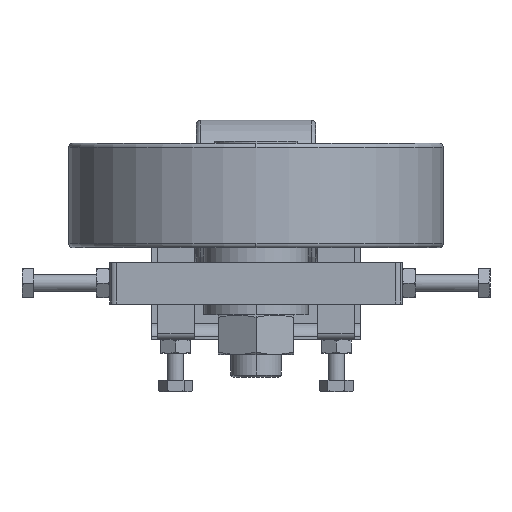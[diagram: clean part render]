
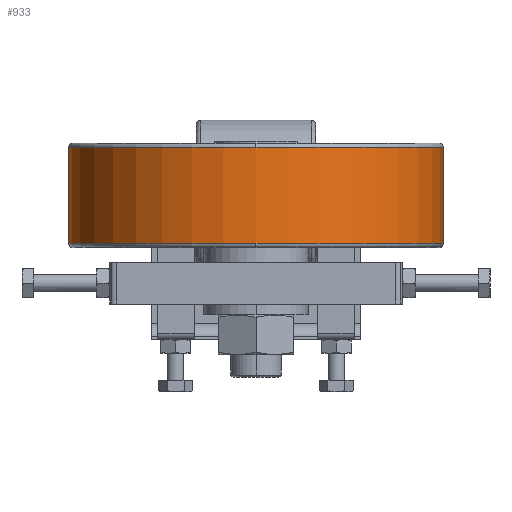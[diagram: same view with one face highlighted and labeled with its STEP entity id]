
A CAD part, left-side view. The second image highlights one B-rep face of the part: STEP entity #933.
In plain terms, the highlighted cylindrical face has radius 89.6 mm (diameter 179.2 mm), a partial arc.
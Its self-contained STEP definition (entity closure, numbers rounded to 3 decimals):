
#933=ADVANCED_FACE('',(#2029),#2030,.T.);
#2029=FACE_OUTER_BOUND('',#3320,.T.);
#2030=CYLINDRICAL_SURFACE('',#3321,89.6);
#3320=EDGE_LOOP('',(#5849,#5850,#5851,#5852,#5853,#5854));
#3321=AXIS2_PLACEMENT_3D('',#5855,#5856,#5857);
#5849=ORIENTED_EDGE('',*,*,#8368,.F.);
#5850=ORIENTED_EDGE('',*,*,#8369,.T.);
#5851=ORIENTED_EDGE('',*,*,#7560,.T.);
#5852=ORIENTED_EDGE('',*,*,#8370,.F.);
#5853=ORIENTED_EDGE('',*,*,#8371,.F.);
#5854=ORIENTED_EDGE('',*,*,#8372,.F.);
#5855=CARTESIAN_POINT('',(80.0,70.0,52.0));
#5856=DIRECTION('',(0.,0.0,-1.0));
#5857=DIRECTION('',(0.0,1.0,0.0));
#7560=EDGE_CURVE('',#9059,#9057,#9060,.T.);
#8368=EDGE_CURVE('',#10264,#10265,#10266,.T.);
#8369=EDGE_CURVE('',#10264,#9059,#10267,.T.);
#8370=EDGE_CURVE('',#10268,#9057,#10269,.T.);
#8371=EDGE_CURVE('',#10270,#10268,#10271,.T.);
#8372=EDGE_CURVE('',#10265,#10270,#10272,.T.);
#9057=VERTEX_POINT('',#11459);
#9059=VERTEX_POINT('',#11461);
#9060=CIRCLE('',#11462,89.6);
#10264=VERTEX_POINT('',#14085);
#10265=VERTEX_POINT('',#14086);
#10266=LINE('',#14087,#14088);
#10267=CIRCLE('',#14089,89.6);
#10268=VERTEX_POINT('',#14090);
#10269=LINE('',#14091,#14092);
#10270=VERTEX_POINT('',#14093);
#10271=CIRCLE('',#14094,89.6);
#10272=CIRCLE('',#14095,89.6);
#11459=CARTESIAN_POINT('',(80.0,-19.6,29.0));
#11461=CARTESIAN_POINT('',(-9.6,70.0,29.0));
#11462=AXIS2_PLACEMENT_3D('',#15162,#15163,#15164);
#14085=CARTESIAN_POINT('',(80.0,159.6,29.0));
#14086=CARTESIAN_POINT('',(80.0,159.6,75.0));
#14087=CARTESIAN_POINT('',(80.0,159.6,52.0));
#14088=VECTOR('',#16124,1.0);
#14089=AXIS2_PLACEMENT_3D('',#16125,#16126,#16127);
#14090=CARTESIAN_POINT('',(80.0,-19.6,75.0));
#14091=CARTESIAN_POINT('',(80.0,-19.6,52.0));
#14092=VECTOR('',#16128,1.0);
#14093=CARTESIAN_POINT('',(-9.6,70.0,75.0));
#14094=AXIS2_PLACEMENT_3D('',#16129,#16130,#16131);
#14095=AXIS2_PLACEMENT_3D('',#16132,#16133,#16134);
#15162=CARTESIAN_POINT('',(80.0,70.0,29.0));
#15163=DIRECTION('',(0.,-0.0,1.0));
#15164=DIRECTION('',(0.0,1.0,0.0));
#16124=DIRECTION('',(0.,-0.0,1.0));
#16125=CARTESIAN_POINT('',(80.0,70.0,29.0));
#16126=DIRECTION('',(0.,-0.0,1.0));
#16127=DIRECTION('',(0.0,1.0,0.0));
#16128=DIRECTION('',(0.,0.0,-1.0));
#16129=CARTESIAN_POINT('',(80.0,70.0,75.0));
#16130=DIRECTION('',(0.,-0.0,1.0));
#16131=DIRECTION('',(0.0,1.0,0.0));
#16132=CARTESIAN_POINT('',(80.0,70.0,75.0));
#16133=DIRECTION('',(0.,-0.0,1.0));
#16134=DIRECTION('',(0.0,1.0,0.0));
